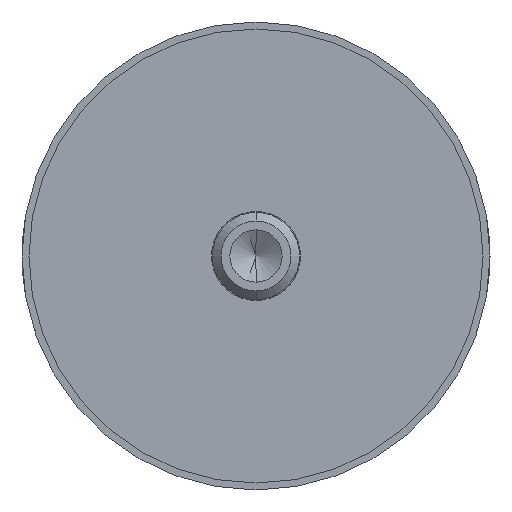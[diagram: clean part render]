
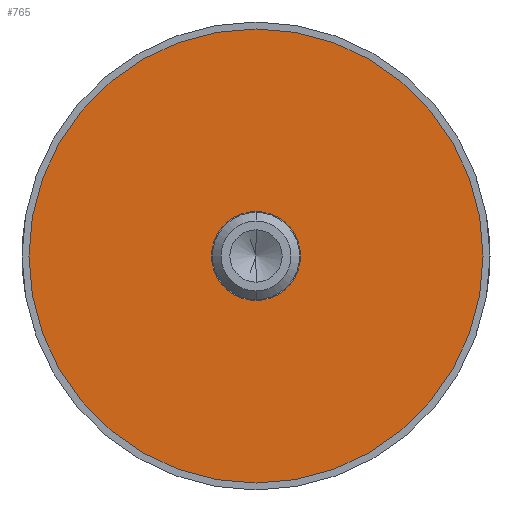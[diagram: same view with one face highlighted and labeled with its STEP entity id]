
A CAD part, front view. The second image highlights one B-rep face of the part: STEP entity #765.
In plain terms, the highlighted planar face has unit normal (0, -1, 0).
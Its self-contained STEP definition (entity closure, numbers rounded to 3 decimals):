
#30 = DIRECTION ( 'NONE',  ( 0., 1., 0. ) ) ;
#53 = CARTESIAN_POINT ( 'NONE',  ( 0., 10., 0. ) ) ;
#135 = CARTESIAN_POINT ( 'NONE',  ( 0., 10., 0. ) ) ;
#172 = DIRECTION ( 'NONE',  ( 0., 0., 1. ) ) ;
#175 = CARTESIAN_POINT ( 'NONE',  ( 0., 10., 5.1 ) ) ;
#187 = CIRCLE ( 'NONE', #1057, 5.1 ) ;
#227 = CARTESIAN_POINT ( 'NONE',  ( 0., 10., 0. ) ) ;
#240 = AXIS2_PLACEMENT_3D ( 'NONE', #53, #1025, #384 ) ;
#284 = EDGE_CURVE ( 'NONE', #1987, #1741, #865, .T. ) ;
#384 = DIRECTION ( 'NONE',  ( 0., 0., 1. ) ) ;
#477 = EDGE_LOOP ( 'NONE', ( #2013, #711 ) ) ;
#479 = DIRECTION ( 'NONE',  ( 0., 0., 1. ) ) ;
#480 = CARTESIAN_POINT ( 'NONE',  ( 0., 10., -26. ) ) ;
#489 = CARTESIAN_POINT ( 'NONE',  ( 0., 10., 0. ) ) ;
#526 = EDGE_LOOP ( 'NONE', ( #876, #1928 ) ) ;
#536 = EDGE_CURVE ( 'NONE', #1741, #1987, #1181, .T. ) ;
#549 = CIRCLE ( 'NONE', #1031, 5.1 ) ;
#650 = FACE_OUTER_BOUND ( 'NONE', #526, .T. ) ;
#700 = DIRECTION ( 'NONE',  ( 0., 0., 1. ) ) ;
#711 = ORIENTED_EDGE ( 'NONE', *, *, #1457, .T. ) ;
#765 = ADVANCED_FACE ( 'NONE', ( #650, #1292 ), #1462, .F. ) ;
#816 = CARTESIAN_POINT ( 'NONE',  ( 0., 10., 0. ) ) ;
#836 = EDGE_CURVE ( 'NONE', #972, #1726, #549, .T. ) ;
#849 = DIRECTION ( 'NONE',  ( 0., 0., 1. ) ) ;
#865 = CIRCLE ( 'NONE', #1558, 26. ) ;
#876 = ORIENTED_EDGE ( 'NONE', *, *, #284, .F. ) ;
#972 = VERTEX_POINT ( 'NONE', #2001 ) ;
#1025 = DIRECTION ( 'NONE',  ( 0., 1., 0. ) ) ;
#1031 = AXIS2_PLACEMENT_3D ( 'NONE', #135, #2128, #172 ) ;
#1047 = CARTESIAN_POINT ( 'NONE',  ( 0., 10., 26. ) ) ;
#1057 = AXIS2_PLACEMENT_3D ( 'NONE', #227, #2093, #700 ) ;
#1181 = CIRCLE ( 'NONE', #240, 26. ) ;
#1292 = FACE_BOUND ( 'NONE', #477, .T. ) ;
#1457 = EDGE_CURVE ( 'NONE', #1726, #972, #187, .T. ) ;
#1462 = PLANE ( 'NONE',  #1774 ) ;
#1558 = AXIS2_PLACEMENT_3D ( 'NONE', #489, #30, #849 ) ;
#1726 = VERTEX_POINT ( 'NONE', #175 ) ;
#1741 = VERTEX_POINT ( 'NONE', #1047 ) ;
#1774 = AXIS2_PLACEMENT_3D ( 'NONE', #816, #1962, #479 ) ;
#1928 = ORIENTED_EDGE ( 'NONE', *, *, #536, .F. ) ;
#1962 = DIRECTION ( 'NONE',  ( 0., 1., 0. ) ) ;
#1987 = VERTEX_POINT ( 'NONE', #480 ) ;
#2001 = CARTESIAN_POINT ( 'NONE',  ( 0., 10., -5.1 ) ) ;
#2013 = ORIENTED_EDGE ( 'NONE', *, *, #836, .T. ) ;
#2093 = DIRECTION ( 'NONE',  ( 0., 1., 0. ) ) ;
#2128 = DIRECTION ( 'NONE',  ( 0., 1., 0. ) ) ;
